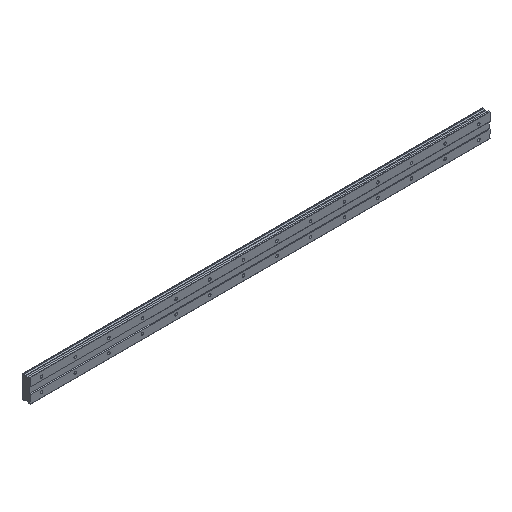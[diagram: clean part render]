
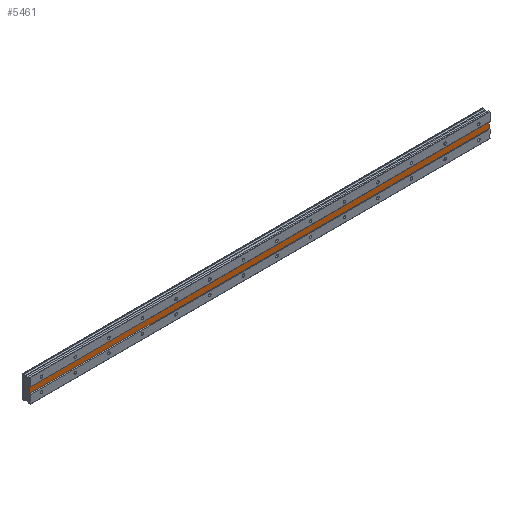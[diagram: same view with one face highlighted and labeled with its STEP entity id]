
A CAD part, isometric view. The second image highlights one B-rep face of the part: STEP entity #5461.
In plain terms, the highlighted planar face has unit normal (0, -1, 0).
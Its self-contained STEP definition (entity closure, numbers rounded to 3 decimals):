
#10 = VECTOR ( 'NONE', #2784, 1000. ) ;
#124 = PLANE ( 'NONE',  #369 ) ;
#301 = VECTOR ( 'NONE', #4656, 1000. ) ;
#369 = AXIS2_PLACEMENT_3D ( 'NONE', #4394, #580, #3848 ) ;
#423 = VECTOR ( 'NONE', #3621, 1000. ) ;
#580 = DIRECTION ( 'NONE',  ( 0., 1., 0. ) ) ;
#960 = VERTEX_POINT ( 'NONE', #1207 ) ;
#1143 = ORIENTED_EDGE ( 'NONE', *, *, #1803, .F. ) ;
#1190 = CARTESIAN_POINT ( 'NONE',  ( -20., 1., -5. ) ) ;
#1207 = CARTESIAN_POINT ( 'NONE',  ( 800., 1., -5. ) ) ;
#1390 = EDGE_CURVE ( 'NONE', #2008, #4018, #1948, .T. ) ;
#1703 = ORIENTED_EDGE ( 'NONE', *, *, #2015, .T. ) ;
#1749 = LINE ( 'NONE', #4300, #301 ) ;
#1803 = EDGE_CURVE ( 'NONE', #4979, #960, #2913, .T. ) ;
#1948 = LINE ( 'NONE', #4528, #10 ) ;
#2008 = VERTEX_POINT ( 'NONE', #4858 ) ;
#2015 = EDGE_CURVE ( 'NONE', #4018, #960, #2715, .T. ) ;
#2082 = CARTESIAN_POINT ( 'NONE',  ( 800., 1., 20.827 ) ) ;
#2179 = VECTOR ( 'NONE', #4604, 1000. ) ;
#2358 = EDGE_LOOP ( 'NONE', ( #1703, #1143, #3613, #4789 ) ) ;
#2688 = CARTESIAN_POINT ( 'NONE',  ( 800., 1., 5. ) ) ;
#2715 = LINE ( 'NONE', #4402, #423 ) ;
#2784 = DIRECTION ( 'NONE',  ( 0., 0., -1. ) ) ;
#2913 = LINE ( 'NONE', #2082, #2179 ) ;
#3613 = ORIENTED_EDGE ( 'NONE', *, *, #4224, .F. ) ;
#3621 = DIRECTION ( 'NONE',  ( 1., 0., 0. ) ) ;
#3848 = DIRECTION ( 'NONE',  ( 0., 0., 1. ) ) ;
#3954 = FACE_OUTER_BOUND ( 'NONE', #2358, .T. ) ;
#4018 = VERTEX_POINT ( 'NONE', #1190 ) ;
#4224 = EDGE_CURVE ( 'NONE', #2008, #4979, #1749, .T. ) ;
#4300 = CARTESIAN_POINT ( 'NONE',  ( 800., 1., 5. ) ) ;
#4394 = CARTESIAN_POINT ( 'NONE',  ( 800., 1., 5. ) ) ;
#4402 = CARTESIAN_POINT ( 'NONE',  ( 800., 1., -5. ) ) ;
#4528 = CARTESIAN_POINT ( 'NONE',  ( -20., 1., 20.827 ) ) ;
#4604 = DIRECTION ( 'NONE',  ( 0., 0., -1. ) ) ;
#4656 = DIRECTION ( 'NONE',  ( 1., 0., 0. ) ) ;
#4789 = ORIENTED_EDGE ( 'NONE', *, *, #1390, .T. ) ;
#4858 = CARTESIAN_POINT ( 'NONE',  ( -20., 1., 5. ) ) ;
#4979 = VERTEX_POINT ( 'NONE', #2688 ) ;
#5461 = ADVANCED_FACE ( 'NONE', ( #3954 ), #124, .F. ) ;
